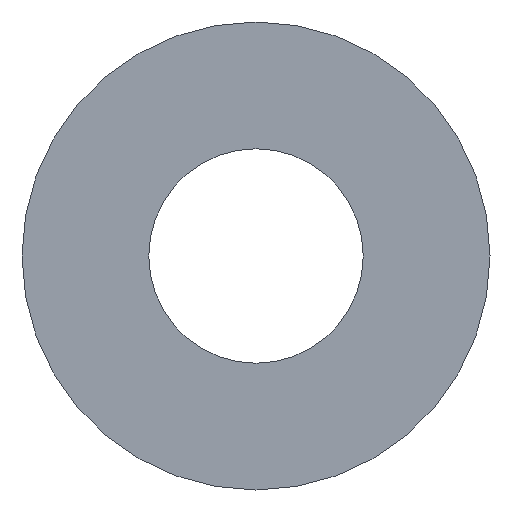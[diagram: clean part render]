
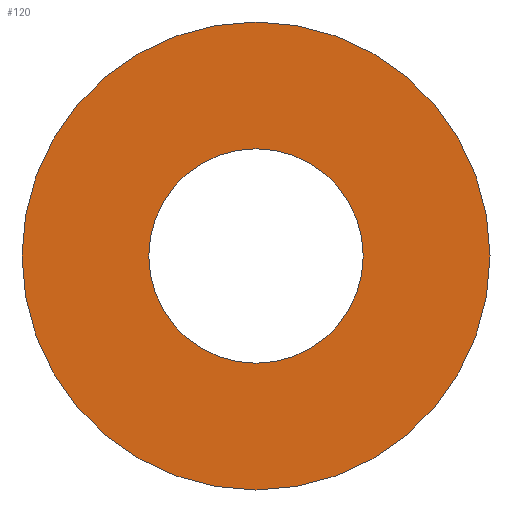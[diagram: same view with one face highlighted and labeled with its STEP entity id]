
A CAD part, left-side view. The second image highlights one B-rep face of the part: STEP entity #120.
In plain terms, the highlighted planar face has unit normal (-1, 0, 0).
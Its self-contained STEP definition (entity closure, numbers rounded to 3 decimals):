
#3 = EDGE_CURVE ( 'NONE', #41, #247, #149, .T. ) ;
#6 = CARTESIAN_POINT ( 'NONE',  ( 0., 0., 0. ) ) ;
#8 = CARTESIAN_POINT ( 'NONE',  ( 0., 0., 0. ) ) ;
#11 = CARTESIAN_POINT ( 'NONE',  ( 0., 0., 0. ) ) ;
#14 = DIRECTION ( 'NONE',  ( 1., 0., 0. ) ) ;
#16 = DIRECTION ( 'NONE',  ( 0., 0., -1. ) ) ;
#41 = VERTEX_POINT ( 'NONE', #53 ) ;
#53 = CARTESIAN_POINT ( 'NONE',  ( 0., 0., 3. ) ) ;
#72 = DIRECTION ( 'NONE',  ( 1., 0., 0. ) ) ;
#82 = CARTESIAN_POINT ( 'NONE',  ( 0., 0., 1.375 ) ) ;
#97 = CIRCLE ( 'NONE', #141, 1.375 ) ;
#98 = DIRECTION ( 'NONE',  ( 0., 0., -1. ) ) ;
#111 = CIRCLE ( 'NONE', #140, 3. ) ;
#113 = CIRCLE ( 'NONE', #125, 1.375 ) ;
#114 = EDGE_CURVE ( 'NONE', #129, #242, #113, .T. ) ;
#117 = FACE_OUTER_BOUND ( 'NONE', #135, .T. ) ;
#120 = ADVANCED_FACE ( 'NONE', ( #117, #123 ), #186, .F. ) ;
#123 = FACE_BOUND ( 'NONE', #226, .T. ) ;
#125 = AXIS2_PLACEMENT_3D ( 'NONE', #197, #198, #201 ) ;
#129 = VERTEX_POINT ( 'NONE', #210 ) ;
#130 = DIRECTION ( 'NONE',  ( 1., 0., 0. ) ) ;
#132 = AXIS2_PLACEMENT_3D ( 'NONE', #194, #199, #211 ) ;
#135 = EDGE_LOOP ( 'NONE', ( #227, #219 ) ) ;
#140 = AXIS2_PLACEMENT_3D ( 'NONE', #8, #14, #16 ) ;
#141 = AXIS2_PLACEMENT_3D ( 'NONE', #11, #130, #98 ) ;
#149 = CIRCLE ( 'NONE', #228, 3. ) ;
#152 = CARTESIAN_POINT ( 'NONE',  ( 0., 0., -3. ) ) ;
#181 = EDGE_CURVE ( 'NONE', #247, #41, #111, .T. ) ;
#186 = PLANE ( 'NONE',  #132 ) ;
#194 = CARTESIAN_POINT ( 'NONE',  ( 0., 0., 0. ) ) ;
#197 = CARTESIAN_POINT ( 'NONE',  ( 0., 0., 0. ) ) ;
#198 = DIRECTION ( 'NONE',  ( 1., 0., 0. ) ) ;
#199 = DIRECTION ( 'NONE',  ( 1., 0., 0. ) ) ;
#201 = DIRECTION ( 'NONE',  ( 0., 0., -1. ) ) ;
#210 = CARTESIAN_POINT ( 'NONE',  ( 0., 0., -1.375 ) ) ;
#211 = DIRECTION ( 'NONE',  ( 0., 0., -1. ) ) ;
#215 = ORIENTED_EDGE ( 'NONE', *, *, #114, .T. ) ;
#217 = ORIENTED_EDGE ( 'NONE', *, *, #235, .T. ) ;
#219 = ORIENTED_EDGE ( 'NONE', *, *, #181, .F. ) ;
#226 = EDGE_LOOP ( 'NONE', ( #217, #215 ) ) ;
#227 = ORIENTED_EDGE ( 'NONE', *, *, #3, .F. ) ;
#228 = AXIS2_PLACEMENT_3D ( 'NONE', #6, #72, #237 ) ;
#235 = EDGE_CURVE ( 'NONE', #242, #129, #97, .T. ) ;
#237 = DIRECTION ( 'NONE',  ( 0., 0., -1. ) ) ;
#242 = VERTEX_POINT ( 'NONE', #82 ) ;
#247 = VERTEX_POINT ( 'NONE', #152 ) ;
